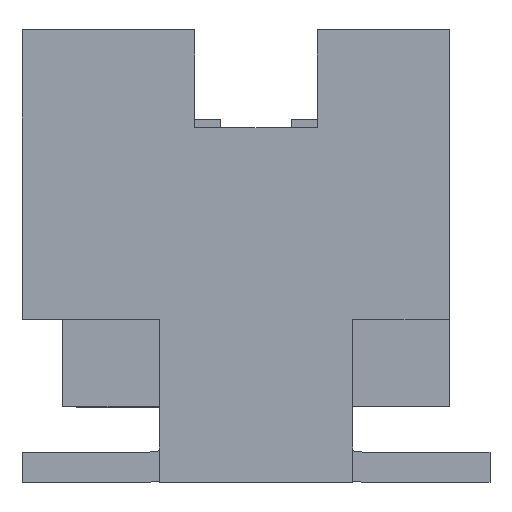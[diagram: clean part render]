
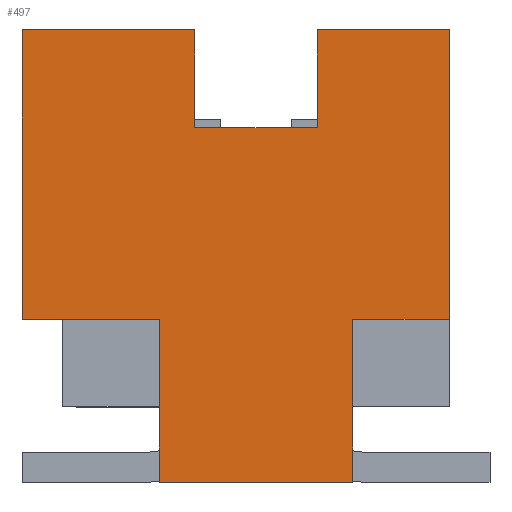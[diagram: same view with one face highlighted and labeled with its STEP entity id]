
A CAD part, left-side view. The second image highlights one B-rep face of the part: STEP entity #497.
In plain terms, the highlighted planar face has unit normal (-1, 0, 0).
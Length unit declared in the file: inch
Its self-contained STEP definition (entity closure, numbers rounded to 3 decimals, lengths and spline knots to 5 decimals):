
#121=FACE_OUTER_BOUND('',#1635,.T.);
#497=ADVANCED_FACE('',(#121),#880,.T.);
#880=PLANE('',#7473);
#1635=EDGE_LOOP('',(#2370,#2371,#2372,#2373,#2374,#2375,#2376,#2377,#2378,
#2379,#2380,#2381));
#2370=ORIENTED_EDGE('',*,*,#5274,.T.);
#2371=ORIENTED_EDGE('',*,*,#5275,.T.);
#2372=ORIENTED_EDGE('',*,*,#5276,.F.);
#2373=ORIENTED_EDGE('',*,*,#5277,.F.);
#2374=ORIENTED_EDGE('',*,*,#5273,.T.);
#2375=ORIENTED_EDGE('',*,*,#5239,.F.);
#2376=ORIENTED_EDGE('',*,*,#5278,.F.);
#2377=ORIENTED_EDGE('',*,*,#5279,.F.);
#2378=ORIENTED_EDGE('',*,*,#5280,.F.);
#2379=ORIENTED_EDGE('',*,*,#5213,.F.);
#2380=ORIENTED_EDGE('',*,*,#5281,.F.);
#2381=ORIENTED_EDGE('',*,*,#5282,.T.);
#4480=VERTEX_POINT('',#10486);
#4481=VERTEX_POINT('',#10487);
#4500=VERTEX_POINT('',#10535);
#4501=VERTEX_POINT('',#10537);
#4521=VERTEX_POINT('',#10583);
#4529=VERTEX_POINT('',#10604);
#4530=VERTEX_POINT('',#10605);
#4531=VERTEX_POINT('',#10607);
#4532=VERTEX_POINT('',#10609);
#4533=VERTEX_POINT('',#10612);
#4534=VERTEX_POINT('',#10614);
#4535=VERTEX_POINT('',#10617);
#5213=EDGE_CURVE('',#4480,#4481,#6166,.T.);
#5239=EDGE_CURVE('',#4500,#4501,#6192,.T.);
#5273=EDGE_CURVE('',#4521,#4501,#6226,.T.);
#5274=EDGE_CURVE('',#4529,#4530,#6227,.T.);
#5275=EDGE_CURVE('',#4530,#4531,#6228,.T.);
#5276=EDGE_CURVE('',#4532,#4531,#6229,.T.);
#5277=EDGE_CURVE('',#4521,#4532,#6230,.T.);
#5278=EDGE_CURVE('',#4533,#4500,#6231,.T.);
#5279=EDGE_CURVE('',#4534,#4533,#6232,.T.);
#5280=EDGE_CURVE('',#4481,#4534,#6233,.T.);
#5281=EDGE_CURVE('',#4535,#4480,#6234,.T.);
#5282=EDGE_CURVE('',#4535,#4529,#6235,.T.);
#6166=LINE('',#10485,#6881);
#6192=LINE('',#10536,#6907);
#6226=LINE('',#10601,#6941);
#6227=LINE('',#10603,#6942);
#6228=LINE('',#10606,#6943);
#6229=LINE('',#10608,#6944);
#6230=LINE('',#10610,#6945);
#6231=LINE('',#10611,#6946);
#6232=LINE('',#10613,#6947);
#6233=LINE('',#10615,#6948);
#6234=LINE('',#10616,#6949);
#6235=LINE('',#10618,#6950);
#6881=VECTOR('',#8036,1.);
#6907=VECTOR('',#8070,1.);
#6941=VECTOR('',#8110,1.);
#6942=VECTOR('',#8113,1.);
#6943=VECTOR('',#8114,1.);
#6944=VECTOR('',#8115,1.);
#6945=VECTOR('',#8116,1.);
#6946=VECTOR('',#8117,1.);
#6947=VECTOR('',#8118,1.);
#6948=VECTOR('',#8119,1.);
#6949=VECTOR('',#8120,1.);
#6950=VECTOR('',#8121,1.);
#7473=AXIS2_PLACEMENT_3D('',#10619,#8122,#8123);
#8036=DIRECTION('',(0.,-1.,0.));
#8070=DIRECTION('',(0.,-1.,0.));
#8110=DIRECTION('',(0.,0.,1.));
#8113=DIRECTION('',(0.,0.,-1.));
#8114=DIRECTION('',(0.,-1.,0.));
#8115=DIRECTION('',(0.,0.,-1.));
#8116=DIRECTION('',(0.,1.,0.));
#8117=DIRECTION('',(0.,0.,1.));
#8118=DIRECTION('',(0.,-1.,0.));
#8119=DIRECTION('',(0.,0.,-1.));
#8120=DIRECTION('',(0.,0.,1.));
#8121=DIRECTION('',(0.,-1.,0.));
#8122=DIRECTION('',(-1.,0.,0.));
#8123=DIRECTION('',(0.,0.,1.));
#10485=CARTESIAN_POINT('',(-0.11,0.095,0.2223));
#10486=CARTESIAN_POINT('',(-0.11,0.115,0.2223));
#10487=CARTESIAN_POINT('',(-0.11,0.03,0.2223));
#10535=CARTESIAN_POINT('',(-0.11,-0.03,0.2223));
#10536=CARTESIAN_POINT('',(-0.11,0.095,0.2223));
#10537=CARTESIAN_POINT('',(-0.11,-0.095,0.2223));
#10583=CARTESIAN_POINT('',(-0.11,-0.095,0.08));
#10601=CARTESIAN_POINT('',(-0.11,-0.095,0.0373));
#10603=CARTESIAN_POINT('',(-0.11,0.0475,0.08));
#10604=CARTESIAN_POINT('',(-0.11,0.0475,0.08));
#10605=CARTESIAN_POINT('',(-0.11,0.0475,0.));
#10606=CARTESIAN_POINT('',(-0.11,0.095,0.));
#10607=CARTESIAN_POINT('',(-0.11,-0.0475,0.));
#10608=CARTESIAN_POINT('',(-0.11,-0.0475,0.08));
#10609=CARTESIAN_POINT('',(-0.11,-0.0475,0.08));
#10610=CARTESIAN_POINT('',(-0.11,-0.0475,0.08));
#10611=CARTESIAN_POINT('',(-0.11,-0.03,0.0373));
#10612=CARTESIAN_POINT('',(-0.11,-0.03,0.1743));
#10613=CARTESIAN_POINT('',(-0.11,0.,0.1743));
#10614=CARTESIAN_POINT('',(-0.11,0.03,0.1743));
#10615=CARTESIAN_POINT('',(-0.11,0.03,0.0373));
#10616=CARTESIAN_POINT('',(-0.11,0.115,0.0173));
#10617=CARTESIAN_POINT('',(-0.11,0.115,0.08));
#10618=CARTESIAN_POINT('',(-0.11,0.0475,0.08));
#10619=CARTESIAN_POINT('',(-0.11,0.,0.0373));
